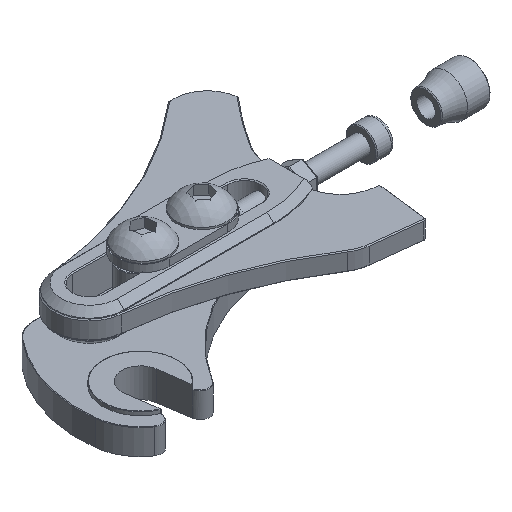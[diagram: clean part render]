
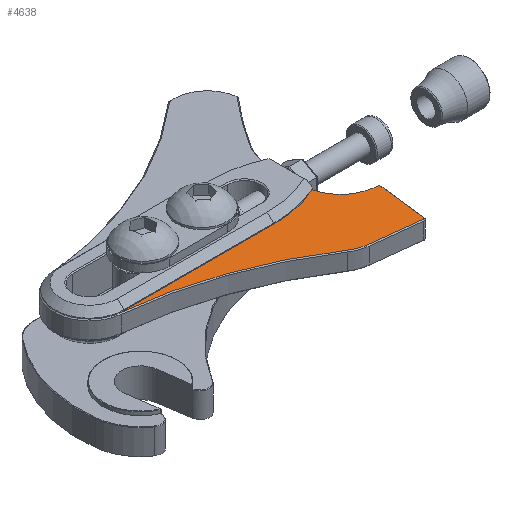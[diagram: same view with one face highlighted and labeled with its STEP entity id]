
A CAD part, isometric view. The second image highlights one B-rep face of the part: STEP entity #4638.
In plain terms, the highlighted face is planar.
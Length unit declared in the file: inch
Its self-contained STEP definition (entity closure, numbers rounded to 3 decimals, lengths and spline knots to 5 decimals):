
#433 = FACE_OUTER_BOUND ( 'NONE', #4980, .T. ) ;
#601 = VECTOR ( 'NONE', #2083, 39.37008 ) ;
#603 = LINE ( 'NONE', #2088, #601 ) ;
#629 = CIRCLE ( 'NONE', #913, 0.41 ) ;
#637 = CIRCLE ( 'NONE', #914, 0.37 ) ;
#655 = VECTOR ( 'NONE', #2309, 39.37008 ) ;
#658 = LINE ( 'NONE', #2313, #655 ) ;
#667 = CIRCLE ( 'NONE', #908, 0.02 ) ;
#718 = VECTOR ( 'NONE', #2907, 39.37008 ) ;
#720 = LINE ( 'NONE', #2932, #718 ) ;
#723 = CIRCLE ( 'NONE', #895, 0.02 ) ;
#728 = VECTOR ( 'NONE', #2987, 39.37008 ) ;
#737 = LINE ( 'NONE', #2984, #728 ) ;
#752 = CIRCLE ( 'NONE', #893, 4.01 ) ;
#756 = CIRCLE ( 'NONE', #890, 0.39 ) ;
#773 = CIRCLE ( 'NONE', #887, 1.27 ) ;
#887 = AXIS2_PLACEMENT_3D ( 'NONE', #2995, #2940, #2992 ) ;
#890 = AXIS2_PLACEMENT_3D ( 'NONE', #2184, #2655, #2680 ) ;
#893 = AXIS2_PLACEMENT_3D ( 'NONE', #2875, #2901, #2945 ) ;
#895 = AXIS2_PLACEMENT_3D ( 'NONE', #2896, #2893, #2891 ) ;
#908 = AXIS2_PLACEMENT_3D ( 'NONE', #2342, #2337, #2336 ) ;
#913 = AXIS2_PLACEMENT_3D ( 'NONE', #2152, #2148, #2157 ) ;
#914 = AXIS2_PLACEMENT_3D ( 'NONE', #2135, #2132, #2130 ) ;
#1017 = AXIS2_PLACEMENT_3D ( 'NONE', #2375, #2370, #2369 ) ;
#1501 = CARTESIAN_POINT ( 'NONE',  ( -0.08825, -0.35932, -0.09843 ) ) ;
#1621 = CARTESIAN_POINT ( 'NONE',  ( -1.64379, 0.18923, -0.09843 ) ) ;
#1639 = CARTESIAN_POINT ( 'NONE',  ( -2.10263, 0.4732, -0.09843 ) ) ;
#1670 = CARTESIAN_POINT ( 'NONE',  ( -2.56895, 0.30256, -0.09843 ) ) ;
#1672 = CARTESIAN_POINT ( 'NONE',  ( -2.59288, 0.28748, -0.09843 ) ) ;
#1731 = CARTESIAN_POINT ( 'NONE',  ( -0.12344, -0.3488, -0.09843 ) ) ;
#2083 = DIRECTION ( 'NONE',  ( 0.943, -0.334, 0. ) ) ;
#2088 = CARTESIAN_POINT ( 'NONE',  ( -0.12344, -0.3488, -0.09843 ) ) ;
#2130 = DIRECTION ( 'NONE',  ( 1., 0., 0. ) ) ;
#2132 = DIRECTION ( 'NONE',  ( 0., 0., 1. ) ) ;
#2135 = CARTESIAN_POINT ( 'NONE',  ( 0., 0., -0.09843 ) ) ;
#2148 = DIRECTION ( 'NONE',  ( 0., 0., -1. ) ) ;
#2152 = CARTESIAN_POINT ( 'NONE',  ( -2.44722, 0.69536, -0.09843 ) ) ;
#2157 = DIRECTION ( 'NONE',  ( 1., 0., 0. ) ) ;
#2184 = CARTESIAN_POINT ( 'NONE',  ( -2.09169, 0.02, -0.09843 ) ) ;
#2309 = DIRECTION ( 'NONE',  ( -0.975, 0.221, 0. ) ) ;
#2313 = CARTESIAN_POINT ( 'NONE',  ( -2.56895, 0.30256, -0.09843 ) ) ;
#2336 = DIRECTION ( 'NONE',  ( 1., 0., 0. ) ) ;
#2337 = DIRECTION ( 'NONE',  ( 0., 0., 1. ) ) ;
#2342 = CARTESIAN_POINT ( 'NONE',  ( -2.68839, -0.22407, -0.09843 ) ) ;
#2369 = DIRECTION ( 'NONE',  ( 1., 0., 0. ) ) ;
#2370 = DIRECTION ( 'NONE',  ( 0., 0., -1. ) ) ;
#2373 = PLANE ( 'NONE',  #1017 ) ;
#2375 = CARTESIAN_POINT ( 'NONE',  ( 0., 0., -0.09843 ) ) ;
#2655 = DIRECTION ( 'NONE',  ( 0., 0., 1. ) ) ;
#2680 = DIRECTION ( 'NONE',  ( 1., 0., 0. ) ) ;
#2791 = CARTESIAN_POINT ( 'NONE',  ( -2.7079, -0.21964, -0.09843 ) ) ;
#2819 = CARTESIAN_POINT ( 'NONE',  ( -2.17795, -0.36034, -0.09843 ) ) ;
#2863 = CARTESIAN_POINT ( 'NONE',  ( -2.5379, 0.29552, -0.09843 ) ) ;
#2875 = CARTESIAN_POINT ( 'NONE',  ( -1.04464, -4.2536, -0.09843 ) ) ;
#2891 = DIRECTION ( 'NONE',  ( 1., 0., 0. ) ) ;
#2893 = DIRECTION ( 'NONE',  ( 0., 0., 1. ) ) ;
#2896 = CARTESIAN_POINT ( 'NONE',  ( -2.57338, 0.28306, -0.09843 ) ) ;
#2901 = DIRECTION ( 'NONE',  ( 0., 0., -1. ) ) ;
#2907 = DIRECTION ( 'NONE',  ( -0.221, -0.975, 0. ) ) ;
#2932 = CARTESIAN_POINT ( 'NONE',  ( -2.7079, -0.21964, -0.09843 ) ) ;
#2940 = DIRECTION ( 'NONE',  ( 0., 0., 1. ) ) ;
#2945 = DIRECTION ( 'NONE',  ( 1., 0., 0. ) ) ;
#2957 = CARTESIAN_POINT ( 'NONE',  ( -1.99889, -0.35879, -0.09843 ) ) ;
#2973 = CARTESIAN_POINT ( 'NONE',  ( -2.69281, -0.24357, -0.09843 ) ) ;
#2984 = CARTESIAN_POINT ( 'NONE',  ( -2.17795, -0.36034, -0.09843 ) ) ;
#2987 = DIRECTION ( 'NONE',  ( 0.975, -0.221, 0. ) ) ;
#2992 = DIRECTION ( 'NONE',  ( 1., 0., 0. ) ) ;
#2995 = CARTESIAN_POINT ( 'NONE',  ( -1.22011, 1.38647, -0.09843 ) ) ;
#3687 = VERTEX_POINT ( 'NONE', #2819 ) ;
#3833 = VERTEX_POINT ( 'NONE', #2791 ) ;
#3858 = ORIENTED_EDGE ( 'NONE', *, *, #4342, .T. ) ;
#3859 = ORIENTED_EDGE ( 'NONE', *, *, #4431, .F. ) ;
#3860 = ORIENTED_EDGE ( 'NONE', *, *, #4447, .T. ) ;
#3861 = ORIENTED_EDGE ( 'NONE', *, *, #4356, .F. ) ;
#3862 = ORIENTED_EDGE ( 'NONE', *, *, #4433, .T. ) ;
#3866 = ORIENTED_EDGE ( 'NONE', *, *, #4407, .F. ) ;
#3867 = ORIENTED_EDGE ( 'NONE', *, *, #4412, .F. ) ;
#3870 = ORIENTED_EDGE ( 'NONE', *, *, #4371, .F. ) ;
#3932 = ORIENTED_EDGE ( 'NONE', *, *, #4350, .F. ) ;
#3956 = ORIENTED_EDGE ( 'NONE', *, *, #4373, .F. ) ;
#3961 = ORIENTED_EDGE ( 'NONE', *, *, #4366, .F. ) ;
#4100 = VERTEX_POINT ( 'NONE', #2863 ) ;
#4171 = VERTEX_POINT ( 'NONE', #2973 ) ;
#4257 = VERTEX_POINT ( 'NONE', #2957 ) ;
#4342 = EDGE_CURVE ( 'NONE', #5412, #5408, #773, .T. ) ;
#4350 = EDGE_CURVE ( 'NONE', #3687, #4257, #756, .T. ) ;
#4356 = EDGE_CURVE ( 'NONE', #4257, #5034, #752, .T. ) ;
#4366 = EDGE_CURVE ( 'NONE', #4171, #3687, #737, .T. ) ;
#4371 = EDGE_CURVE ( 'NONE', #5418, #3833, #720, .T. ) ;
#4373 = EDGE_CURVE ( 'NONE', #5417, #5418, #723, .T. ) ;
#4407 = EDGE_CURVE ( 'NONE', #3833, #4171, #667, .T. ) ;
#4412 = EDGE_CURVE ( 'NONE', #4100, #5417, #658, .T. ) ;
#4431 = EDGE_CURVE ( 'NONE', #5412, #4100, #629, .T. ) ;
#4433 = EDGE_CURVE ( 'NONE', #5421, #5034, #637, .T. ) ;
#4447 = EDGE_CURVE ( 'NONE', #5408, #5421, #603, .T. ) ;
#4638 = ADVANCED_FACE ( 'NONE', ( #433 ), #2373, .T. ) ;
#4980 = EDGE_LOOP ( 'NONE', ( #3932, #3961, #3866, #3870, #3956, #3867, #3859, #3858, #3860, #3862, #3861 ) ) ;
#5034 = VERTEX_POINT ( 'NONE', #1501 ) ;
#5408 = VERTEX_POINT ( 'NONE', #1621 ) ;
#5412 = VERTEX_POINT ( 'NONE', #1639 ) ;
#5417 = VERTEX_POINT ( 'NONE', #1670 ) ;
#5418 = VERTEX_POINT ( 'NONE', #1672 ) ;
#5421 = VERTEX_POINT ( 'NONE', #1731 ) ;
